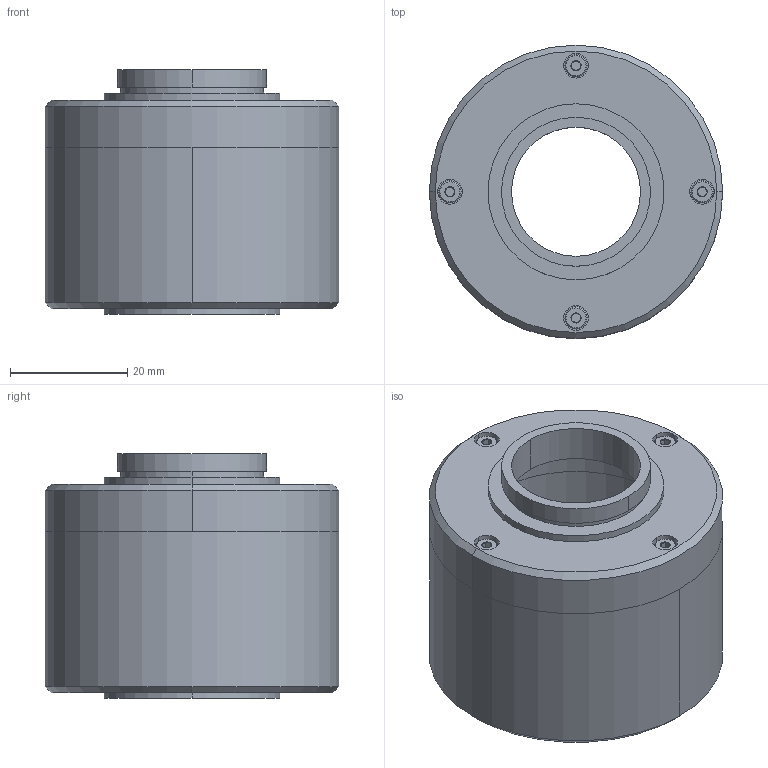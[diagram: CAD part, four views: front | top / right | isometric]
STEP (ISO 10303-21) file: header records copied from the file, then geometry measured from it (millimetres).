
FILE_DESCRIPTION (( 'STEP AP203' ), '1' );
FILE_NAME ('Web Model 11150_11150.step', '2018-12-19T17:52:51', ( '' ), ( '' ), 'SwSTEP 2.0', 'SolidWorks 2016', '' );
FILE_SCHEMA (( 'CONFIG_CONTROL_DESIGN' ));
Length unit declared in the file: millimetre
Products named in the file (1): Web Model 11150_11150
Bounding box: 50 x 50 x 41.75 mm (x, y, z)
Volume: 33433.7 mm3; surface area: 17955 mm2
Topology: 6 solids, 6 shells, 575 faces, 1560 edges, 1014 vertices
Faces by surface type: cylinder 450, cone 60, plane 57, bspline 8
Entity records: 27267 total; most frequent: CARTESIAN_POINT 15034, ORIENTED_EDGE 3104, DIRECTION 2050, EDGE_CURVE 1552, VERTEX_POINT 1014, AXIS2_PLACEMENT_3D 762, EDGE_LOOP 612, ADVANCED_FACE 575
